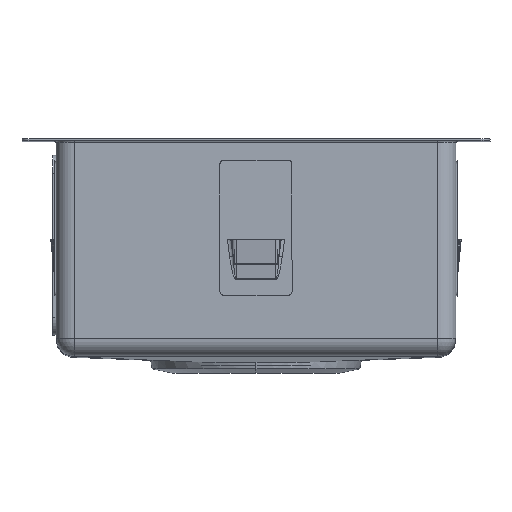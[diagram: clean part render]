
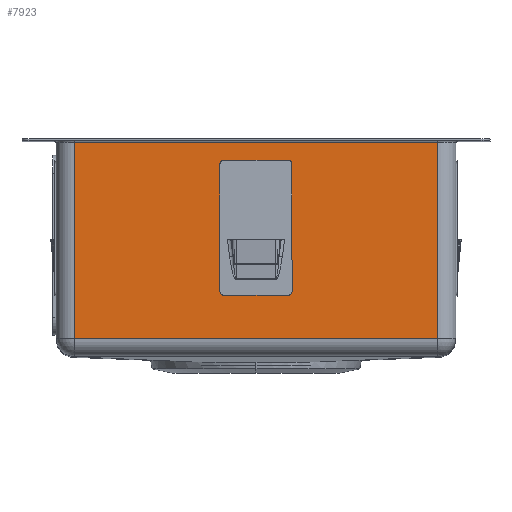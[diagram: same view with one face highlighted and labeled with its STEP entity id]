
A CAD part, top view. The second image highlights one B-rep face of the part: STEP entity #7923.
In plain terms, the highlighted planar face has unit normal (0, 0, 1).
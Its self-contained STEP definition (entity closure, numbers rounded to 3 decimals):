
#368 = VECTOR ( 'NONE', #8874, 1000. ) ;
#509 = ORIENTED_EDGE ( 'NONE', *, *, #7958, .T. ) ;
#694 = CARTESIAN_POINT ( 'NONE',  ( -101., 10., 222. ) ) ;
#888 = VECTOR ( 'NONE', #5448, 1000. ) ;
#1254 = ORIENTED_EDGE ( 'NONE', *, *, #8473, .T. ) ;
#1406 = VERTEX_POINT ( 'NONE', #2811 ) ;
#1684 = LINE ( 'NONE', #9850, #8449 ) ;
#1760 = AXIS2_PLACEMENT_3D ( 'NONE', #4334, #5684, #4280 ) ;
#1894 = DIRECTION ( 'NONE',  ( 1., 0., 0. ) ) ;
#2030 = VECTOR ( 'NONE', #4116, 1000. ) ;
#2112 = CARTESIAN_POINT ( 'NONE',  ( 101., 119., 222. ) ) ;
#2811 = CARTESIAN_POINT ( 'NONE',  ( -101., 119., 222. ) ) ;
#3128 = CARTESIAN_POINT ( 'NONE',  ( -111., 119., 222. ) ) ;
#3228 = ORIENTED_EDGE ( 'NONE', *, *, #9967, .T. ) ;
#3536 = FACE_OUTER_BOUND ( 'NONE', #4052, .T. ) ;
#4052 = EDGE_LOOP ( 'NONE', ( #4468, #3228, #1254, #509 ) ) ;
#4116 = DIRECTION ( 'NONE',  ( 0., 1., 0. ) ) ;
#4280 = DIRECTION ( 'NONE',  ( -1., 0., 0. ) ) ;
#4334 = CARTESIAN_POINT ( 'NONE',  ( -111., 120., 222. ) ) ;
#4468 = ORIENTED_EDGE ( 'NONE', *, *, #7979, .T. ) ;
#4680 = VERTEX_POINT ( 'NONE', #9989 ) ;
#4878 = VERTEX_POINT ( 'NONE', #694 ) ;
#5124 = CARTESIAN_POINT ( 'NONE',  ( 101., 120., 222. ) ) ;
#5448 = DIRECTION ( 'NONE',  ( 0., -1., 0. ) ) ;
#5684 = DIRECTION ( 'NONE',  ( 0., 0., -1. ) ) ;
#6566 = PLANE ( 'NONE',  #1760 ) ;
#6612 = LINE ( 'NONE', #5124, #2030 ) ;
#7346 = VERTEX_POINT ( 'NONE', #2112 ) ;
#7923 = ADVANCED_FACE ( 'NONE', ( #3536 ), #6566, .F. ) ;
#7958 = EDGE_CURVE ( 'NONE', #4878, #4680, #1684, .T. ) ;
#7979 = EDGE_CURVE ( 'NONE', #4680, #7346, #6612, .T. ) ;
#8449 = VECTOR ( 'NONE', #1894, 1000. ) ;
#8473 = EDGE_CURVE ( 'NONE', #1406, #4878, #10187, .T. ) ;
#8874 = DIRECTION ( 'NONE',  ( -1., 0., 0. ) ) ;
#9473 = CARTESIAN_POINT ( 'NONE',  ( -101., 120., 222. ) ) ;
#9850 = CARTESIAN_POINT ( 'NONE',  ( 111., 10., 222. ) ) ;
#9967 = EDGE_CURVE ( 'NONE', #7346, #1406, #10271, .T. ) ;
#9989 = CARTESIAN_POINT ( 'NONE',  ( 101., 10., 222. ) ) ;
#10187 = LINE ( 'NONE', #9473, #888 ) ;
#10271 = LINE ( 'NONE', #3128, #368 ) ;
